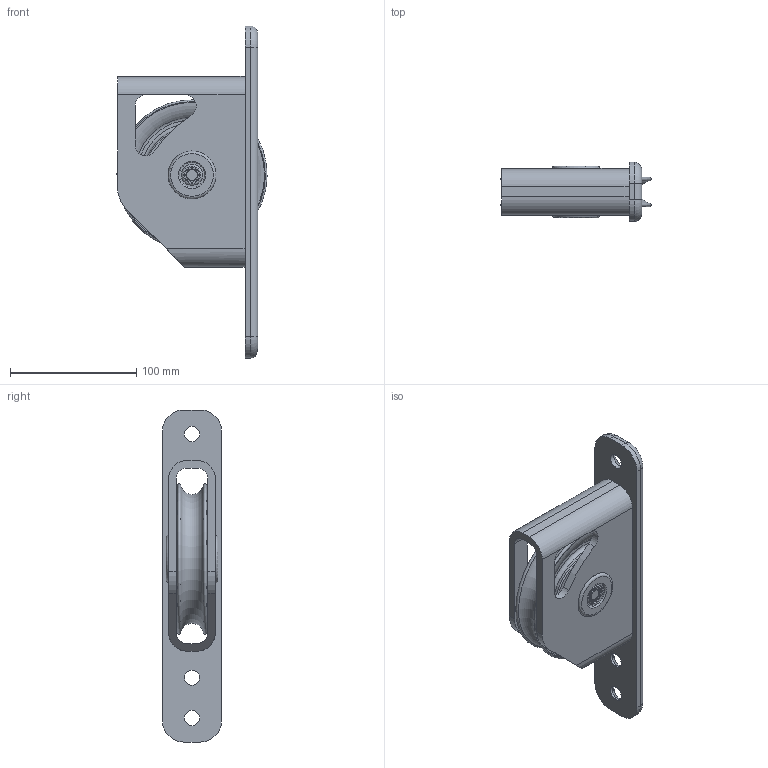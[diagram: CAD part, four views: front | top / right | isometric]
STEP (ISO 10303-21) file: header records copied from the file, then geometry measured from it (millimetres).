
FILE_DESCRIPTION(/* description */ (''),/* implementation_level */ '2;1');
FILE_NAME(/* name */ '01218Z.stp',/* time_stamp */ '2023-06-23T09:57:05+02:00',/* author */ ('Rocco'),/* organization */ (''),/* preprocessor_version */ 'ST-DEVELOPER v19.2',/* originating_system */ 'Autodesk Inventor 2023',/* authorisation */ '');
FILE_SCHEMA (('AUTOMOTIVE_DESIGN { 1 0 10303 214 3 1 1 }'));
Length unit declared in the file: millimetre
Products named in the file (1): 20111904
Bounding box: 118.98 x 47 x 263 mm (x, y, z)
Volume: 419044.7 mm3; surface area: 114890.3 mm2
Topology: 1 solids, 1 shells, 225 faces, 614 edges, 393 vertices
Faces by surface type: plane 65, sphere 62, cylinder 58, torus 27, cone 13
Full cylindrical faces by diameter (mm): 11.5 x1, 12 x3, 16 x1, 16.5 x1, 16.9 x2, 19.8 x1, 26 x3, 37.8 x1, 38 x1, 39.8 x1, 76 x2
Entity records: 7083 total; most frequent: CARTESIAN_POINT 1354, DIRECTION 1296, ORIENTED_EDGE 1102, AXIS2_PLACEMENT_3D 560, EDGE_CURVE 551, VERTEX_POINT 393, CIRCLE 328, EDGE_LOOP 318
